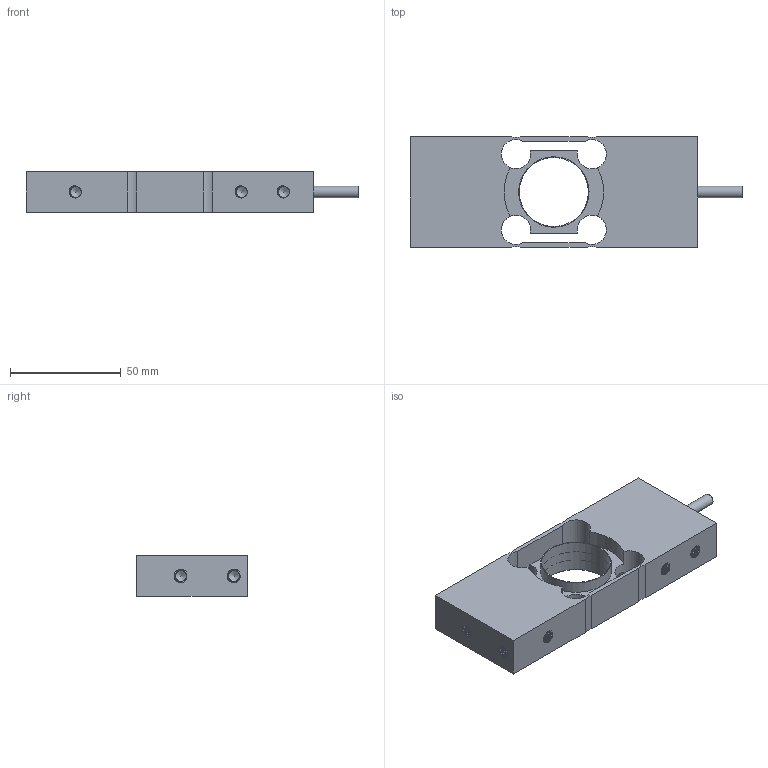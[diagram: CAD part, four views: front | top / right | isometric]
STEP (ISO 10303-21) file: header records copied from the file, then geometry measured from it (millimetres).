
FILE_DESCRIPTION(/* description */ (''),/* implementation_level */ '2;1');
FILE_NAME(/* name */ '651HS-(6-30)kg v3.step',/* time_stamp */ '2020-02-11T13:30:41-08:00',/* author */ (''),/* organization */ (''),/* preprocessor_version */ 'ST-DEVELOPER v18',/* originating_system */ 'Autodesk Translation Framework v8.12.0.6',/* authorisation */ '');
FILE_SCHEMA (('AUTOMOTIVE_DESIGN { 1 0 10303 214 3 1 1 }'));
Length unit declared in the file: millimetre
Products named in the file (1): 651HS-(6-30)kg
Bounding box: 150 x 50 x 18.5 mm (x, y, z)
Volume: 83411.6 mm3; surface area: 26295.8 mm2
Topology: 1 solids, 1 shells, 335 faces, 896 edges, 564 vertices
Faces by surface type: cylinder 276, plane 29, bspline 20, cone 10
Full cylindrical faces by diameter (mm): 5.035 x120, 5.1 x1, 6.147 x100, 31.194 x1, 31.8 x2
Entity records: 24555 total; most frequent: CARTESIAN_POINT 17176, ORIENTED_EDGE 1772, DIRECTION 1138, EDGE_CURVE 886, VERTEX_POINT 564, B_SPLINE_CURVE_WITH_KNOTS 480, AXIS2_PLACEMENT_3D 416, EDGE_LOOP 352
